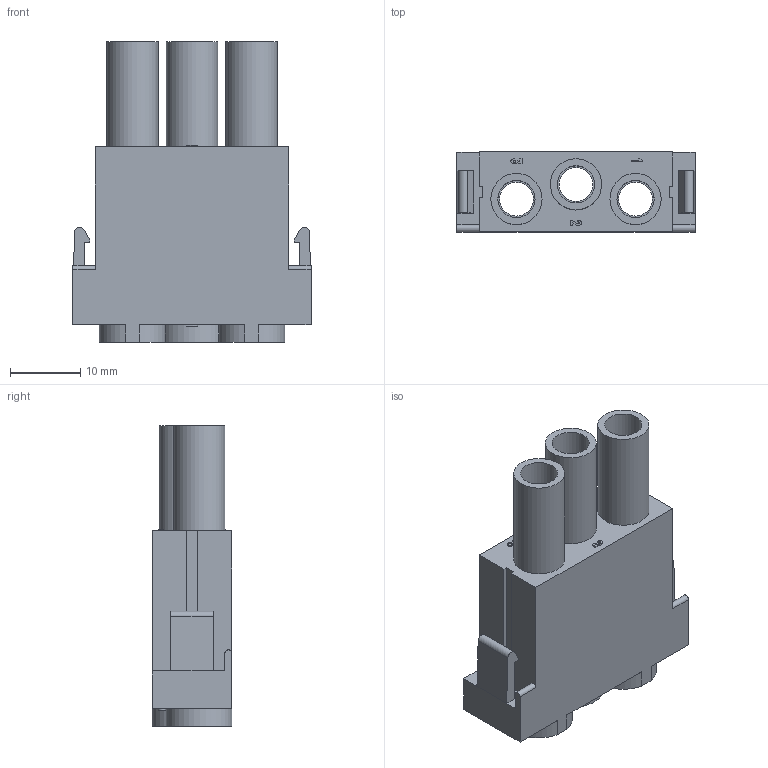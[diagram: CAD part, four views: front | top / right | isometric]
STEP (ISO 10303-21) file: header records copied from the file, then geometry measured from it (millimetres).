
FILE_DESCRIPTION(/* description */ (''),/* implementation_level */ '2;1');
FILE_NAME(/* name */ 'c146 b03 801 e8nxc001-06.stp',/* time_stamp */ '2019-03-05T13:28:04+01:00',/* author */ (''),/* organization */ (''),/* preprocessor_version */ 'ST-DEVELOPER v16.7',/* originating_system */ 'SIEMENS PLM Software NX 12.0',/* authorisation */ '');
FILE_SCHEMA (('AP203_CONFIGURATION_CONTROLLED_3D_DESIGN_OF_MECHANICAL_PARTS_AND_ASSEMBLIES_MIM_LF { 1 0 10303 403 2 1 2}'));
Length unit declared in the file: millimetre
Products named in the file (1): pwoe35B0966Evtw4
Bounding box: 34 x 11.4 x 42.9 mm (x, y, z)
Volume: 6460.4 mm3; surface area: 6962.8 mm2
Topology: 1 solids, 1 shells, 434 faces, 1091 edges, 730 vertices
Faces by surface type: plane 280, extrusion 119, cylinder 29, bspline 6
Full cylindrical faces by diameter (mm): 4.82 x3, 5.3 x3, 6.5 x3, 7.3 x3
Entity records: 17036 total; most frequent: CARTESIAN_POINT 6370, ORIENTED_EDGE 2134, DIRECTION 1396, EDGE_CURVE 1067, VERTEX_POINT 718, VECTOR 640, B_SPLINE_CURVE_WITH_KNOTS 580, EDGE_LOOP 523
